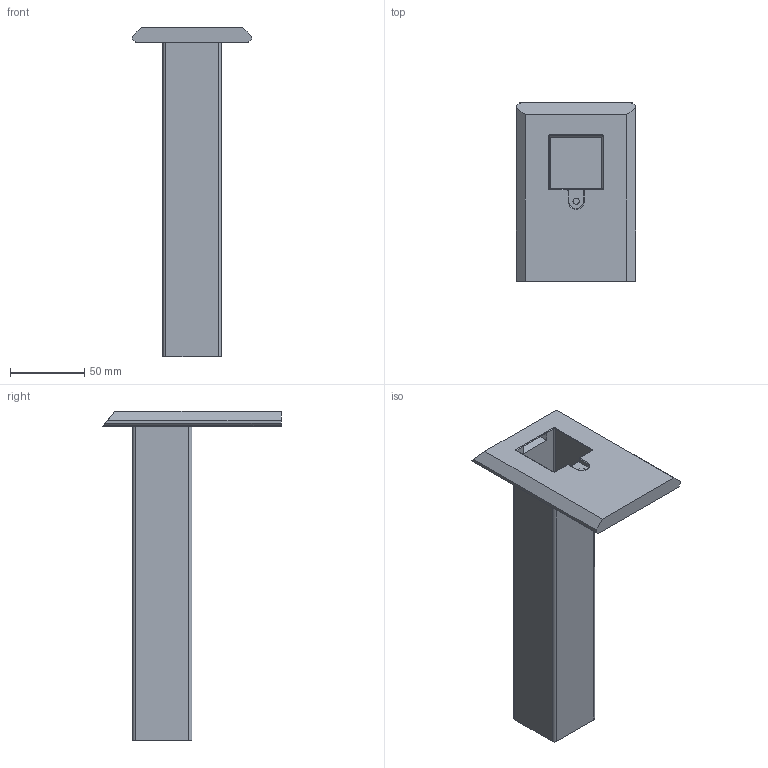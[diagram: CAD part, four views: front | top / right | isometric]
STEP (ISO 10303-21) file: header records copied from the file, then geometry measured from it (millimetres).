
FILE_DESCRIPTION(/* description */ (''),/* implementation_level */ '2;1');
FILE_NAME(/* name */ 'Ballast box.step',/* time_stamp */ '2024-02-10T14:43:53-05:00',/* author */ (''),/* organization */ (''),/* preprocessor_version */ 'ST-DEVELOPER v20',/* originating_system */ 'Autodesk Translation Framework v12.20.1.177',/* authorisation */ '');
FILE_SCHEMA (('AUTOMOTIVE_DESIGN { 1 0 10303 214 3 1 1 }'));
Length unit declared in the file: millimetre
Products named in the file (1): Ballast box
Bounding box: 80 x 119.86 x 221.25 mm (x, y, z)
Volume: 136938.8 mm3; surface area: 84932.9 mm2
Topology: 1 solids, 2 shells, 67 faces, 158 edges, 94 vertices
Faces by surface type: plane 42, cylinder 14, cone 11
Full cylindrical faces by diameter (mm): 4.2 x1
Entity records: 1882 total; most frequent: DIRECTION 325, CARTESIAN_POINT 316, ORIENTED_EDGE 308, EDGE_CURVE 154, LINE 119, VECTOR 119, AXIS2_PLACEMENT_3D 103, VERTEX_POINT 94
